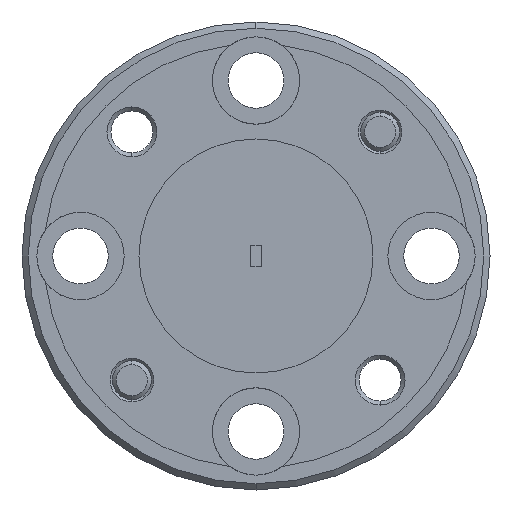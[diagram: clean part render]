
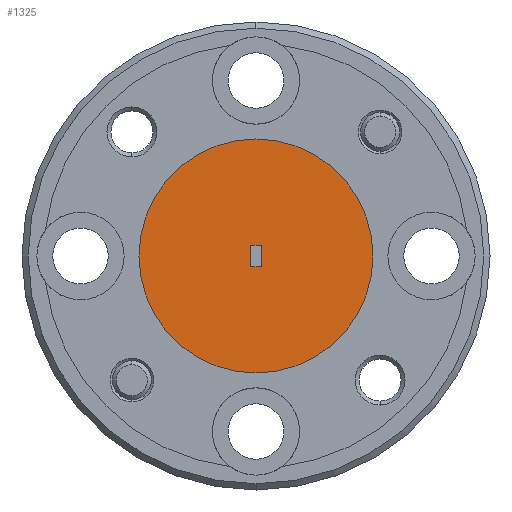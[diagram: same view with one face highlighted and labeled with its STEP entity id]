
A CAD part, left-side view. The second image highlights one B-rep face of the part: STEP entity #1325.
In plain terms, the highlighted planar face has unit normal (-1, 0, 0).
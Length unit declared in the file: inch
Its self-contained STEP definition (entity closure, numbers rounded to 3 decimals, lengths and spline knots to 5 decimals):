
#5 = VERTEX_POINT ( 'NONE', #2418 ) ;
#33 = DIRECTION ( 'NONE',  ( 1., 0., 0. ) ) ;
#39 = VERTEX_POINT ( 'NONE', #2045 ) ;
#41 = VECTOR ( 'NONE', #2057, 39.37008 ) ;
#173 = CARTESIAN_POINT ( 'NONE',  ( 0., -0.0085, -0.017 ) ) ;
#187 = LINE ( 'NONE', #173, #2350 ) ;
#197 = EDGE_LOOP ( 'NONE', ( #339, #1141 ) ) ;
#250 = CARTESIAN_POINT ( 'NONE',  ( 0., -0.0085, 0.017 ) ) ;
#273 = DIRECTION ( 'NONE',  ( 0., 1., 0. ) ) ;
#278 = EDGE_CURVE ( 'NONE', #2531, #2056, #187, .T. ) ;
#339 = ORIENTED_EDGE ( 'NONE', *, *, #2525, .F. ) ;
#383 = ORIENTED_EDGE ( 'NONE', *, *, #1553, .F. ) ;
#403 = CARTESIAN_POINT ( 'NONE',  ( 0., 0., 0. ) ) ;
#452 = CARTESIAN_POINT ( 'NONE',  ( 0., 0.0085, -0.017 ) ) ;
#456 = EDGE_CURVE ( 'NONE', #1100, #39, #1894, .T. ) ;
#477 = LINE ( 'NONE', #679, #581 ) ;
#506 = ORIENTED_EDGE ( 'NONE', *, *, #773, .F. ) ;
#581 = VECTOR ( 'NONE', #1821, 39.37008 ) ;
#610 = DIRECTION ( 'NONE',  ( 0., 0., -1. ) ) ;
#639 = AXIS2_PLACEMENT_3D ( 'NONE', #403, #2182, #1798 ) ;
#679 = CARTESIAN_POINT ( 'NONE',  ( 0., -0.0085, -0.017 ) ) ;
#773 = EDGE_CURVE ( 'NONE', #1749, #2531, #477, .T. ) ;
#811 = FACE_OUTER_BOUND ( 'NONE', #197, .T. ) ;
#938 = DIRECTION ( 'NONE',  ( 1., 0., 0. ) ) ;
#999 = FACE_BOUND ( 'NONE', #2545, .T. ) ;
#1100 = VERTEX_POINT ( 'NONE', #1931 ) ;
#1127 = ORIENTED_EDGE ( 'NONE', *, *, #278, .F. ) ;
#1141 = ORIENTED_EDGE ( 'NONE', *, *, #456, .F. ) ;
#1325 = ADVANCED_FACE ( 'NONE', ( #999, #811 ), #2371, .T. ) ;
#1341 = AXIS2_PLACEMENT_3D ( 'NONE', #2259, #33, #610 ) ;
#1351 = CARTESIAN_POINT ( 'NONE',  ( 0., 0., 0. ) ) ;
#1417 = CARTESIAN_POINT ( 'NONE',  ( 0., -0.0085, -0.017 ) ) ;
#1427 = CIRCLE ( 'NONE', #1341, 0.1875 ) ;
#1440 = AXIS2_PLACEMENT_3D ( 'NONE', #1351, #938, #2316 ) ;
#1451 = LINE ( 'NONE', #452, #41 ) ;
#1534 = ORIENTED_EDGE ( 'NONE', *, *, #2576, .F. ) ;
#1553 = EDGE_CURVE ( 'NONE', #2056, #5, #2040, .T. ) ;
#1645 = VECTOR ( 'NONE', #273, 39.37008 ) ;
#1749 = VERTEX_POINT ( 'NONE', #1904 ) ;
#1798 = DIRECTION ( 'NONE',  ( 0., 0., 1. ) ) ;
#1821 = DIRECTION ( 'NONE',  ( 0., -1., 0. ) ) ;
#1894 = CIRCLE ( 'NONE', #1440, 0.1875 ) ;
#1904 = CARTESIAN_POINT ( 'NONE',  ( 0., 0.0085, -0.017 ) ) ;
#1931 = CARTESIAN_POINT ( 'NONE',  ( 0., 0., 0.1875 ) ) ;
#2040 = LINE ( 'NONE', #250, #1645 ) ;
#2045 = CARTESIAN_POINT ( 'NONE',  ( 0., 0., -0.1875 ) ) ;
#2056 = VERTEX_POINT ( 'NONE', #2509 ) ;
#2057 = DIRECTION ( 'NONE',  ( 0., 0., -1. ) ) ;
#2182 = DIRECTION ( 'NONE',  ( -1., 0., 0. ) ) ;
#2259 = CARTESIAN_POINT ( 'NONE',  ( 0., 0., 0. ) ) ;
#2316 = DIRECTION ( 'NONE',  ( 0., 0., -1. ) ) ;
#2350 = VECTOR ( 'NONE', #2374, 39.37008 ) ;
#2371 = PLANE ( 'NONE',  #639 ) ;
#2374 = DIRECTION ( 'NONE',  ( 0., 0., 1. ) ) ;
#2418 = CARTESIAN_POINT ( 'NONE',  ( 0., 0.0085, 0.017 ) ) ;
#2509 = CARTESIAN_POINT ( 'NONE',  ( 0., -0.0085, 0.017 ) ) ;
#2525 = EDGE_CURVE ( 'NONE', #39, #1100, #1427, .T. ) ;
#2531 = VERTEX_POINT ( 'NONE', #1417 ) ;
#2545 = EDGE_LOOP ( 'NONE', ( #383, #1127, #506, #1534 ) ) ;
#2576 = EDGE_CURVE ( 'NONE', #5, #1749, #1451, .T. ) ;
